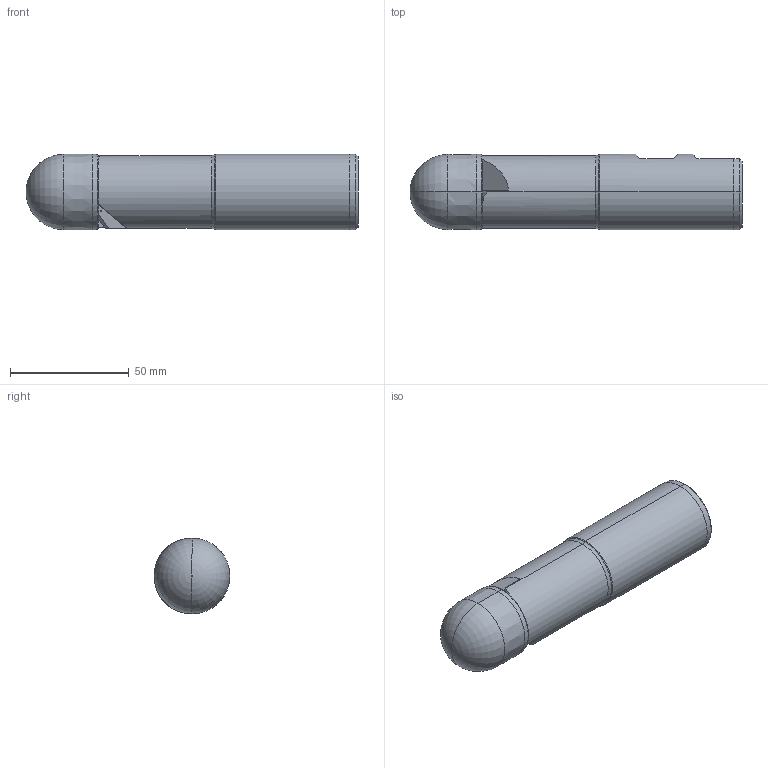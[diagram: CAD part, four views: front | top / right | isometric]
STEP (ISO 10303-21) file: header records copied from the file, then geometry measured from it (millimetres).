
FILE_DESCRIPTION (( 'STEP AP214' ), '1' );
FILE_NAME ('KF-32-78-K06-32.STEP', '2019-08-21T06:16:38', ( '' ), ( '' ), 'SwSTEP 2.0', 'SolidWorks 2019', '' );
FILE_SCHEMA (( 'AUTOMOTIVE_DESIGN' ));
Length unit declared in the file: millimetre
Products named in the file (1): KF-32-78-K06-32
Bounding box: 140 x 32 x 32 mm (x, y, z)
Volume: 100174.5 mm3; surface area: 17319.2 mm2
Topology: 1 solids, 1 shells, 105 faces, 263 edges, 161 vertices
Faces by surface type: plane 33, cone 31, cylinder 20, torus 17, bspline 4
Entity records: 3878 total; most frequent: CARTESIAN_POINT 1237, ORIENTED_EDGE 522, DIRECTION 476, EDGE_CURVE 261, AXIS2_PLACEMENT_3D 193, VERTEX_POINT 161, EDGE_LOOP 110, ADVANCED_FACE 105
